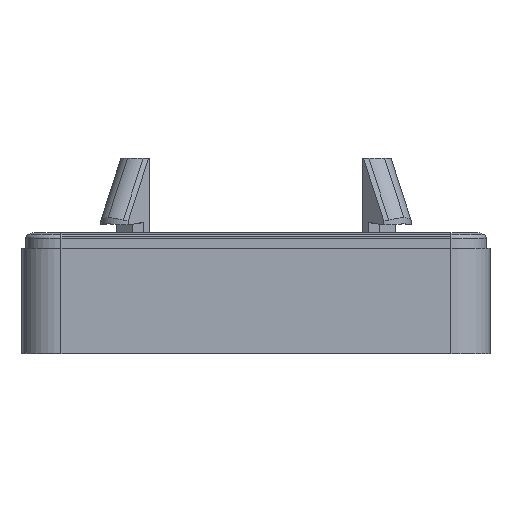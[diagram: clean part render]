
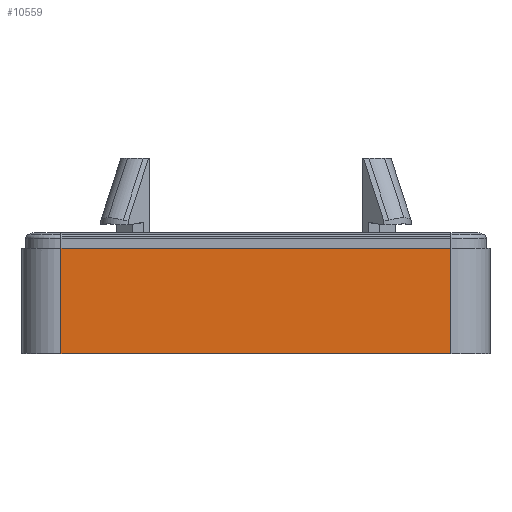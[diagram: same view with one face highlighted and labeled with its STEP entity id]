
A CAD part, left-side view. The second image highlights one B-rep face of the part: STEP entity #10559.
In plain terms, the highlighted planar face has unit normal (-1, 0, 0).
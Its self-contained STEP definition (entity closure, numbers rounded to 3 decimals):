
#341 = CARTESIAN_POINT ( 'NONE',  ( -74., 25., 0. ) ) ;
#460 = FACE_OUTER_BOUND ( 'NONE', #1148, .T. ) ;
#663 = LINE ( 'NONE', #1778, #3189 ) ;
#722 = DIRECTION ( 'NONE',  ( -1., 0., 0. ) ) ;
#1009 = EDGE_CURVE ( 'NONE', #5007, #3010, #7681, .T. ) ;
#1104 = AXIS2_PLACEMENT_3D ( 'NONE', #341, #722, #7372 ) ;
#1148 = EDGE_LOOP ( 'NONE', ( #3226, #11775, #10721, #11066 ) ) ;
#1273 = LINE ( 'NONE', #10622, #5413 ) ;
#1778 = CARTESIAN_POINT ( 'NONE',  ( -74., 25., 0. ) ) ;
#1835 = DIRECTION ( 'NONE',  ( 0., -1., 0. ) ) ;
#2013 = CARTESIAN_POINT ( 'NONE',  ( -74., 25., 0. ) ) ;
#2665 = CARTESIAN_POINT ( 'NONE',  ( -74., -25., 0. ) ) ;
#3010 = VERTEX_POINT ( 'NONE', #10963 ) ;
#3127 = DIRECTION ( 'NONE',  ( 0., 0., -1. ) ) ;
#3189 = VECTOR ( 'NONE', #1835, 1000. ) ;
#3226 = ORIENTED_EDGE ( 'NONE', *, *, #11548, .F. ) ;
#4512 = VERTEX_POINT ( 'NONE', #9359 ) ;
#5007 = VERTEX_POINT ( 'NONE', #11171 ) ;
#5289 = LINE ( 'NONE', #11869, #10044 ) ;
#5413 = VECTOR ( 'NONE', #7751, 1000. ) ;
#5978 = EDGE_CURVE ( 'NONE', #6887, #4512, #5289, .T. ) ;
#6107 = EDGE_CURVE ( 'NONE', #5007, #6887, #663, .T. ) ;
#6887 = VERTEX_POINT ( 'NONE', #2665 ) ;
#7372 = DIRECTION ( 'NONE',  ( 0., 0., 1. ) ) ;
#7681 = LINE ( 'NONE', #2013, #9852 ) ;
#7751 = DIRECTION ( 'NONE',  ( 0., 1., 0. ) ) ;
#8115 = DIRECTION ( 'NONE',  ( 0., 0., -1. ) ) ;
#9359 = CARTESIAN_POINT ( 'NONE',  ( -74., -25., -13.5 ) ) ;
#9699 = PLANE ( 'NONE',  #1104 ) ;
#9852 = VECTOR ( 'NONE', #3127, 1000. ) ;
#10044 = VECTOR ( 'NONE', #8115, 1000. ) ;
#10559 = ADVANCED_FACE ( 'NONE', ( #460 ), #9699, .T. ) ;
#10622 = CARTESIAN_POINT ( 'NONE',  ( -74., -25., -13.5 ) ) ;
#10721 = ORIENTED_EDGE ( 'NONE', *, *, #6107, .F. ) ;
#10963 = CARTESIAN_POINT ( 'NONE',  ( -74., 25., -13.5 ) ) ;
#11066 = ORIENTED_EDGE ( 'NONE', *, *, #1009, .T. ) ;
#11171 = CARTESIAN_POINT ( 'NONE',  ( -74., 25., 0. ) ) ;
#11548 = EDGE_CURVE ( 'NONE', #4512, #3010, #1273, .T. ) ;
#11775 = ORIENTED_EDGE ( 'NONE', *, *, #5978, .F. ) ;
#11869 = CARTESIAN_POINT ( 'NONE',  ( -74., -25., 0. ) ) ;
